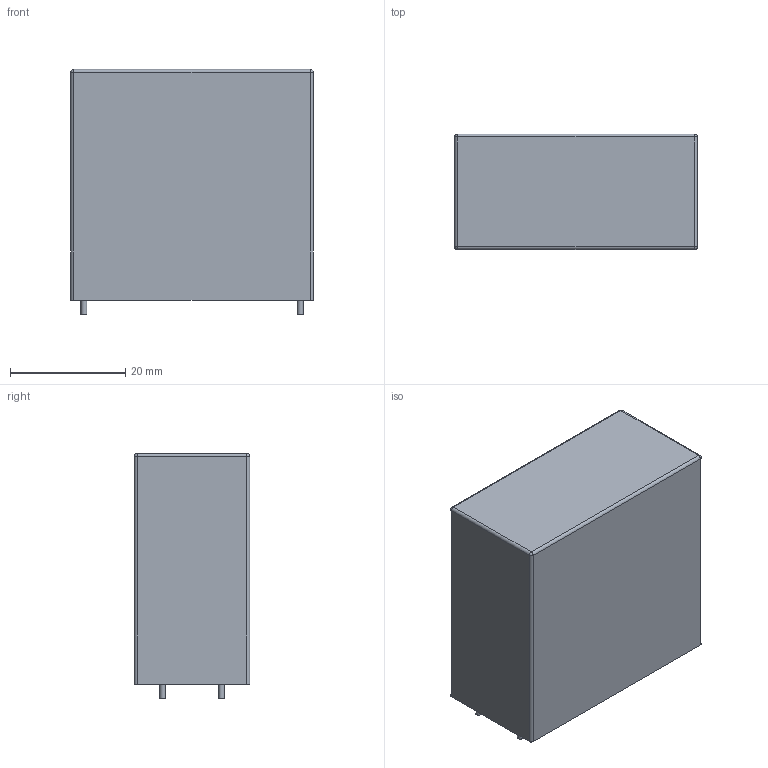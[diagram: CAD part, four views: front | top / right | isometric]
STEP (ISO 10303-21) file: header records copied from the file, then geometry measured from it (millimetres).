
FILE_DESCRIPTION(('FreeCAD Model'),'2;1');
FILE_NAME('Open CASCADE Shape Model','2024-10-11T14:56:30',(''),(''), 'Open CASCADE STEP processor 7.6','FreeCAD','Unknown');
FILE_SCHEMA(('AUTOMOTIVE_DESIGN { 1 0 10303 214 1 1 1 1 }'));
Length unit declared in the file: millimetre
Products named in the file (1): Fillet
Bounding box: 42 x 20 x 42.5 mm (x, y, z)
Volume: 33204.8 mm3; surface area: 6676.4 mm2
Topology: 1 solids, 1 shells, 31 faces, 64 edges, 36 vertices
Faces by surface type: plane 15, cylinder 12, sphere 4
Full cylindrical faces by diameter (mm): 1 x4
Entity records: 967 total; most frequent: DIRECTION 148, CARTESIAN_POINT 128, ORIENTED_EDGE 120, EDGE_CURVE 60, AXIS2_PLACEMENT_3D 56, FACE_BOUND 36, EDGE_LOOP 36, VERTEX_POINT 36
